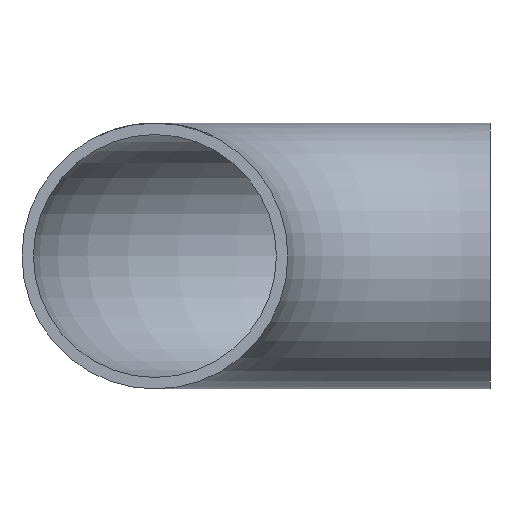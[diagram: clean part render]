
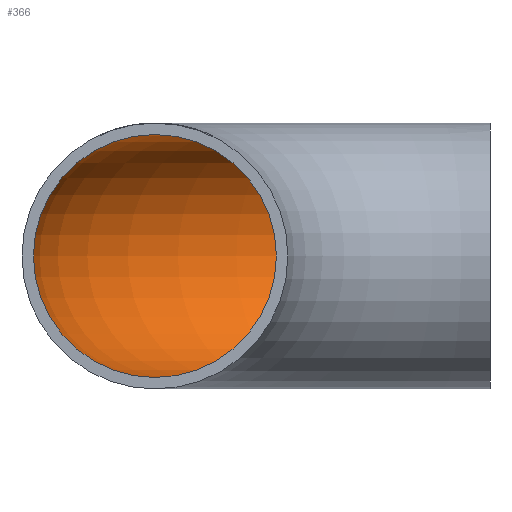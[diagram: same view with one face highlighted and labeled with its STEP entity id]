
A CAD part, front view. The second image highlights one B-rep face of the part: STEP entity #366.
In plain terms, the highlighted toroidal (fillet/blend) face has major radius 76 mm and minor radius 27.55 mm.
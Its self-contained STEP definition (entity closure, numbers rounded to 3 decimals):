
#345 = CIRCLE ( 'NONE', #8655, 27.55 ) ;
#366 = ADVANCED_FACE ( 'NONE', ( #7834, #6496 ), #3841, .F. ) ;
#389 = VERTEX_POINT ( 'NONE', #2395 ) ;
#449 = CARTESIAN_POINT ( 'NONE',  ( -76., 0., 0. ) ) ;
#865 = CARTESIAN_POINT ( 'NONE',  ( -76., 0., 27.55 ) ) ;
#1065 = EDGE_LOOP ( 'NONE', ( #7754 ) ) ;
#2395 = CARTESIAN_POINT ( 'NONE',  ( 0., 103.55, 0. ) ) ;
#2600 = DIRECTION ( 'NONE',  ( 0., 1., 0. ) ) ;
#2655 = EDGE_CURVE ( 'NONE', #9737, #9737, #7088, .T. ) ;
#3258 = EDGE_CURVE ( 'NONE', #389, #389, #345, .T. ) ;
#3581 = DIRECTION ( 'NONE',  ( 0., 1., 0. ) ) ;
#3841 = TOROIDAL_SURFACE ( 'NONE', #9939, 76., 27.55 ) ;
#4618 = ORIENTED_EDGE ( 'NONE', *, *, #3258, .T. ) ;
#5357 = CARTESIAN_POINT ( 'NONE',  ( 0., 0., 0. ) ) ;
#6496 = FACE_OUTER_BOUND ( 'NONE', #1065, .T. ) ;
#6884 = AXIS2_PLACEMENT_3D ( 'NONE', #449, #3581, #8989 ) ;
#7088 = CIRCLE ( 'NONE', #6884, 27.55 ) ;
#7299 = DIRECTION ( 'NONE',  ( 1., 0., 0. ) ) ;
#7698 = DIRECTION ( 'NONE',  ( 0., 0., -1. ) ) ;
#7754 = ORIENTED_EDGE ( 'NONE', *, *, #2655, .F. ) ;
#7834 = FACE_OUTER_BOUND ( 'NONE', #9292, .T. ) ;
#8655 = AXIS2_PLACEMENT_3D ( 'NONE', #9551, #7299, #2600 ) ;
#8989 = DIRECTION ( 'NONE',  ( 0., 0., 1. ) ) ;
#9219 = DIRECTION ( 'NONE',  ( -1., 0., 0. ) ) ;
#9292 = EDGE_LOOP ( 'NONE', ( #4618 ) ) ;
#9551 = CARTESIAN_POINT ( 'NONE',  ( 0., 76., 0. ) ) ;
#9737 = VERTEX_POINT ( 'NONE', #865 ) ;
#9939 = AXIS2_PLACEMENT_3D ( 'NONE', #5357, #7698, #9219 ) ;
